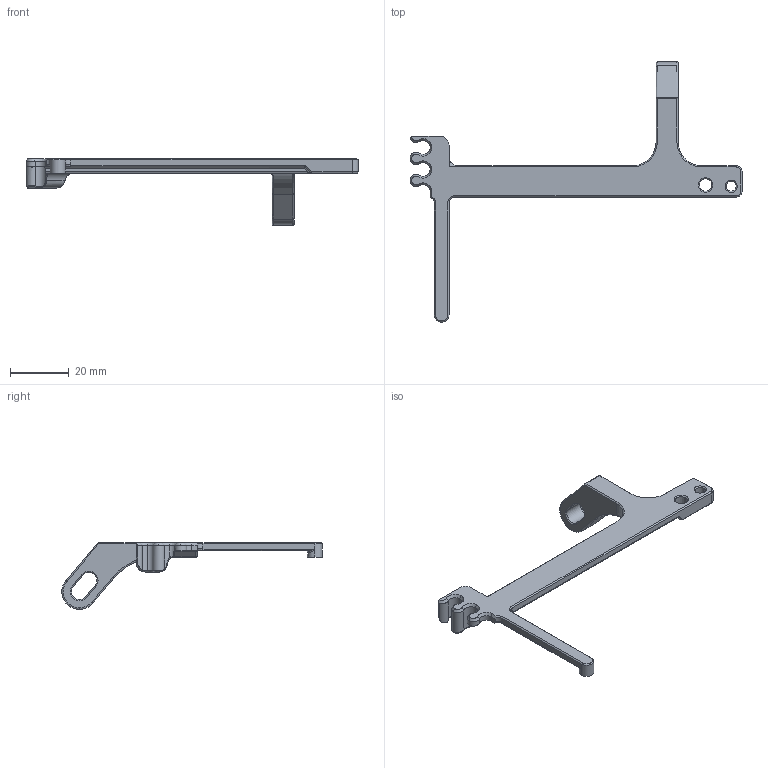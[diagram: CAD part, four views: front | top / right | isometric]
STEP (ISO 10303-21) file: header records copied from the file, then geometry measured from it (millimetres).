
FILE_DESCRIPTION (( 'STEP AP214' ), '1' );
FILE_NAME ('hinge_dc_side.STEP', '2021-09-13T18:40:35', ( '' ), ( '' ), 'SwSTEP 2.0', 'SolidWorks 2021', '' );
FILE_SCHEMA (( 'AUTOMOTIVE_DESIGN' ));
Length unit declared in the file: millimetre
Products named in the file (1): hinge_dc_side
Bounding box: 112.8 x 88.47 x 22.69 mm (x, y, z)
Volume: 8137.6 mm3; surface area: 6205.3 mm2
Topology: 1 solids, 1 shells, 320 faces, 815 edges, 511 vertices
Faces by surface type: plane 133, bspline 90, cylinder 51, cone 28, torus 15, sphere 3
Entity records: 15561 total; most frequent: CARTESIAN_POINT 8431, ORIENTED_EDGE 1620, DIRECTION 1197, EDGE_CURVE 810, VERTEX_POINT 511, LINE 465, VECTOR 465, AXIS2_PLACEMENT_3D 366
